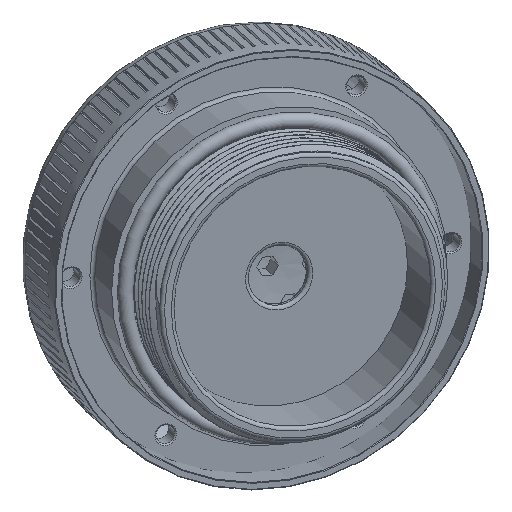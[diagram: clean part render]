
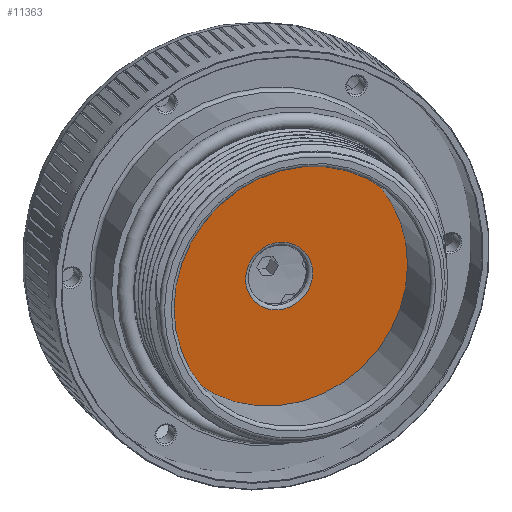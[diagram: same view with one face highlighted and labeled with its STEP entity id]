
A CAD part, top view. The second image highlights one B-rep face of the part: STEP entity #11363.
In plain terms, the highlighted face is planar.
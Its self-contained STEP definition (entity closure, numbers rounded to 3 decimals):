
#358=FACE_BOUND('',#2202,.T.);
#711=CIRCLE('',#12314,17.26);
#712=CIRCLE('',#12316,4.5);
#1386=FACE_OUTER_BOUND('',#2201,.T.);
#2201=EDGE_LOOP('',(#9316));
#2202=EDGE_LOOP('',(#9317));
#5210=VERTEX_POINT('',#22183);
#5211=VERTEX_POINT('',#22186);
#6637=EDGE_CURVE('',#5210,#5210,#711,.T.);
#6638=EDGE_CURVE('',#5211,#5211,#712,.T.);
#9316=ORIENTED_EDGE('',*,*,#6637,.T.);
#9317=ORIENTED_EDGE('',*,*,#6638,.F.);
#10711=PLANE('',#12320);
#11363=ADVANCED_FACE('',(#1386,#358),#10711,.T.);
#12314=AXIS2_PLACEMENT_3D('',#22184,#15048,#15049);
#12316=AXIS2_PLACEMENT_3D('',#22187,#15052,#15053);
#12320=AXIS2_PLACEMENT_3D('',#22193,#15060,#15061);
#15048=DIRECTION('center_axis',(1.,0.,0.));
#15049=DIRECTION('ref_axis',(0.,0.,-1.));
#15052=DIRECTION('center_axis',(1.,0.,0.));
#15053=DIRECTION('ref_axis',(0.,-1.,0.));
#15060=DIRECTION('center_axis',(1.,0.,0.));
#15061=DIRECTION('ref_axis',(0.,0.,-1.));
#22183=CARTESIAN_POINT('',(-10.,17.26,0.));
#22184=CARTESIAN_POINT('Origin',(-10.,0.,0.));
#22186=CARTESIAN_POINT('',(-10.,4.5,0.));
#22187=CARTESIAN_POINT('Origin',(-10.,0.,0.));
#22193=CARTESIAN_POINT('Origin',(-10.,4.,0.));
